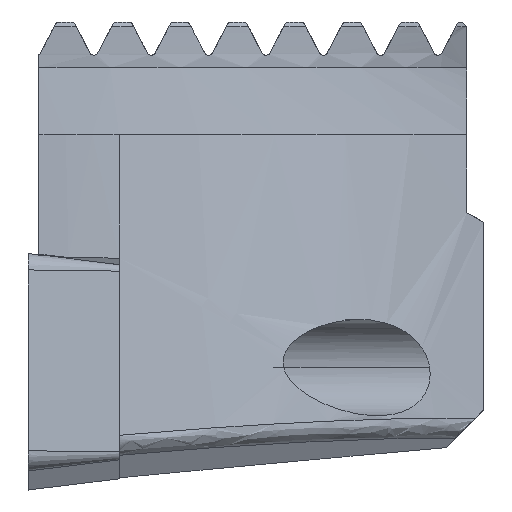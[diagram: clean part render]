
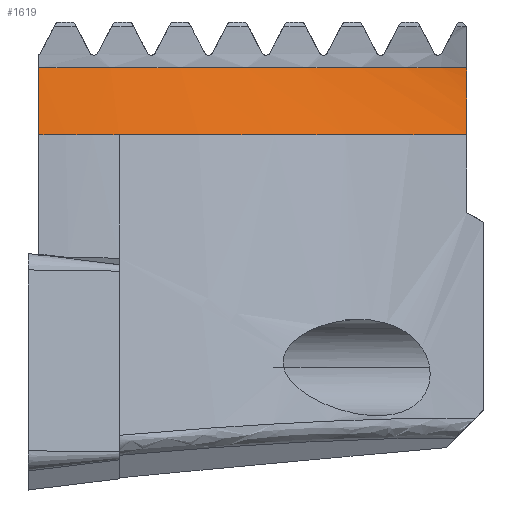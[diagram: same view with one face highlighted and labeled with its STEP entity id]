
A CAD part, left-side view. The second image highlights one B-rep face of the part: STEP entity #1619.
In plain terms, the highlighted conical face has half-angle 60 degrees and reference radius 19.5 mm.
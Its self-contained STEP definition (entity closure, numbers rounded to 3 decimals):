
#1619=ADVANCED_FACE('NONE',(#4355),#4356,.T.);
#1879=VERTEX_POINT('NONE',#4639);
#2087=EDGE_CURVE('NONE',#3591,#3235,#4879,.T.);
#2609=VERTEX_POINT('NONE',#5437);
#2615=EDGE_CURVE('NONE',#2903,#2609,#5443,.T.);
#2903=VERTEX_POINT('NONE',#5756);
#2983=EDGE_CURVE('NONE',#1879,#3235,#5843,.F.);
#3013=EDGE_CURVE('NONE',#3591,#2903,#5876,.T.);
#3235=VERTEX_POINT('NONE',#6120);
#3591=VERTEX_POINT('NONE',#6519);
#3597=EDGE_CURVE('NONE',#1879,#2609,#6527,.T.);
#4355=FACE_OUTER_BOUND('',#7621,.T.);
#4356=CONICAL_SURFACE('',#7622,19.5,1.047);
#4639=CARTESIAN_POINT('',(7.,-0.47,18.4));
#4879=(B_SPLINE_CURVE(2,(#9176,#9177,#9178),.UNSPECIFIED.,.F.,.F.)B_SPLINE_CURVE_WITH_KNOTS((3,3),(2.486,13.048),.UNSPECIFIED.)RATIONAL_B_SPLINE_CURVE((1.051,1.151,1.189))BOUNDED_CURVE()REPRESENTATION_ITEM('')GEOMETRIC_REPRESENTATION_ITEM()CURVE());
#5437=CARTESIAN_POINT('',(1.959,-0.47,15.489));
#5443=CIRCLE('',#10222,24.541);
#5756=CARTESIAN_POINT('',(2.224,-3.97,15.489));
#5843=CIRCLE('',#10876,19.5);
#5876=CIRCLE('',#10922,24.541);
#6120=CARTESIAN_POINT('',(21.144,-19.12,18.4));
#6519=CARTESIAN_POINT('',(10.666,-19.12,15.489));
#6527=(B_SPLINE_CURVE(2,(#12108,#12109,#12110),.UNSPECIFIED.,.F.,.F.)B_SPLINE_CURVE_WITH_KNOTS((3,3),(2.973,8.745),.UNSPECIFIED.)RATIONAL_B_SPLINE_CURVE((1.009,1.015,1.007))BOUNDED_CURVE()REPRESENTATION_ITEM('')GEOMETRIC_REPRESENTATION_ITEM()CURVE());
#7621=EDGE_LOOP('',(#13337,#13338,#13339,#13340,#13341));
#7622=AXIS2_PLACEMENT_3D('',#13342,#13343,#13344);
#9176=CARTESIAN_POINT('',(10.666,-19.12,15.489));
#9177=CARTESIAN_POINT('',(16.505,-19.12,17.664));
#9178=CARTESIAN_POINT('',(21.144,-19.12,18.4));
#10222=AXIS2_PLACEMENT_3D('',#14555,#14556,#14557);
#10876=AXIS2_PLACEMENT_3D('',#15007,#15008,#15009);
#10922=AXIS2_PLACEMENT_3D('',#15109,#15110,#15111);
#12108=CARTESIAN_POINT('',(7.,-0.47,18.4));
#12109=CARTESIAN_POINT('',(4.768,-0.47,17.111));
#12110=CARTESIAN_POINT('',(1.959,-0.47,15.489));
#13337=ORIENTED_EDGE('',*,*,#3013,.F.);
#13338=ORIENTED_EDGE('',*,*,#2087,.T.);
#13339=ORIENTED_EDGE('',*,*,#2983,.F.);
#13340=ORIENTED_EDGE('',*,*,#3597,.T.);
#13341=ORIENTED_EDGE('',*,*,#2615,.F.);
#13342=CARTESIAN_POINT('',(26.5,-0.37,18.4));
#13343=DIRECTION('',(0.,0.,-1.0));
#13344=DIRECTION('',(0.,1.0,0.));
#14555=CARTESIAN_POINT('',(26.5,-0.37,15.489));
#14556=DIRECTION('',(0.,0.,-1.0));
#14557=DIRECTION('',(0.,-1.0,0.));
#15007=CARTESIAN_POINT('',(26.5,-0.37,18.4));
#15008=DIRECTION('',(0.,0.,-1.0));
#15009=DIRECTION('',(0.,-1.0,0.));
#15109=CARTESIAN_POINT('',(26.5,-0.37,15.489));
#15110=DIRECTION('',(0.,0.,-1.0));
#15111=DIRECTION('',(0.,-1.0,0.));
